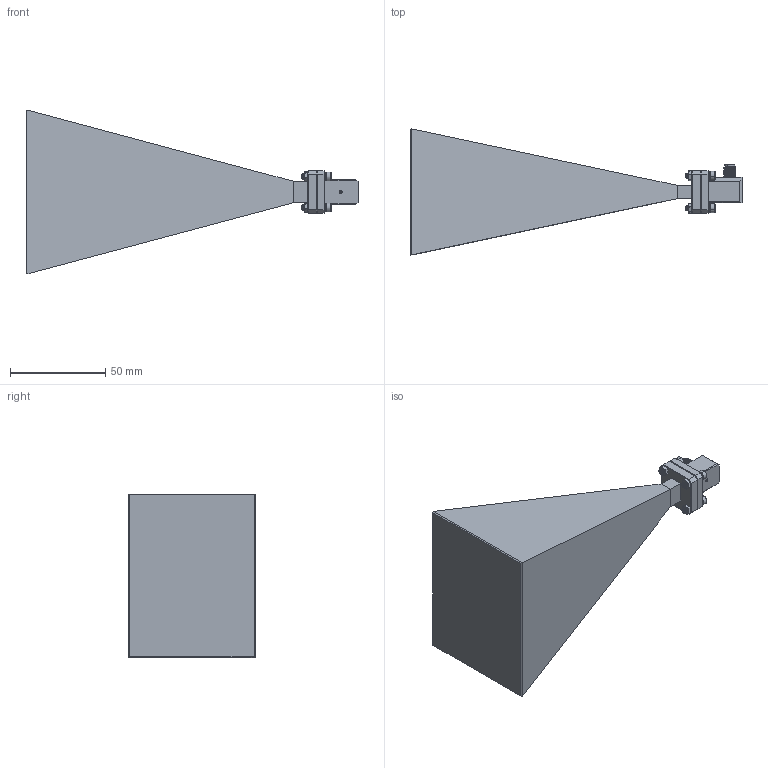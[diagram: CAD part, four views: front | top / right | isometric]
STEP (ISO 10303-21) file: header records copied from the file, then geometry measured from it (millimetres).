
FILE_DESCRIPTION (( 'STEP AP203' ), '1' );
FILE_NAME ('SAR-2309-34KF-R2.STEP', '2019-07-02T16:21:33', ( '' ), ( '' ), 'SwSTEP 2.0', 'SolidWorks 2016', '' );
FILE_SCHEMA (( 'CONFIG_CONTROL_DESIGN' ));
Length unit declared in the file: inch
Products named in the file (1): SAR-2309-34KF-R2
Bounding box: 173.99 x 66.1 x 85.86 mm (x, y, z)
Volume: 309986.4 mm3; surface area: 36086.9 mm2
Topology: 17 solids, 17 shells, 824 faces, 2059 edges, 1278 vertices
Faces by surface type: cylinder 445, plane 203, cone 166, bspline 10
Entity records: 33223 total; most frequent: CARTESIAN_POINT 15692, ORIENTED_EDGE 4102, DIRECTION 3210, EDGE_CURVE 2051, VERTEX_POINT 1278, AXIS2_PLACEMENT_3D 1159, VECTOR 892, LINE 892
